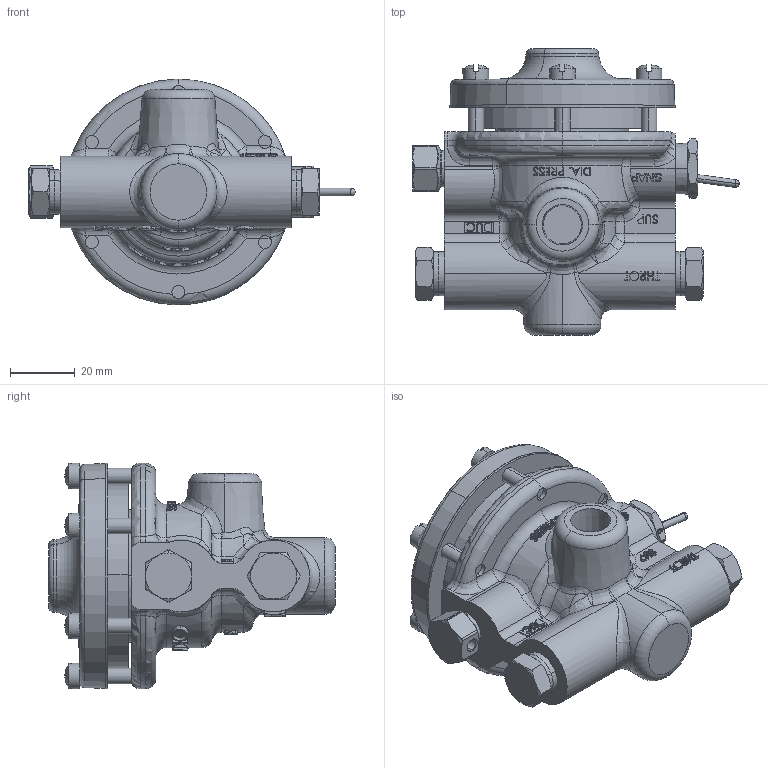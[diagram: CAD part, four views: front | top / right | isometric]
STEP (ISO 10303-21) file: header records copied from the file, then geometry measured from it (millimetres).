
FILE_DESCRIPTION (( 'STEP AP214' ), '1' );
FILE_NAME ('PVL0D0S-YAF.STEP', '2021-11-29T14:47:33', ( '' ), ( '' ), 'SwSTEP 2.0', 'SolidWorks 2019', '' );
FILE_SCHEMA (( 'AUTOMOTIVE_DESIGN' ));
Length unit declared in the file: inch
Products named in the file (1): PVL0D0S-YAF
Bounding box: 101.05 x 88.68 x 69.85 mm (x, y, z)
Volume: 162351.7 mm3; surface area: 37166.5 mm2
Topology: 1 solids, 1 shells, 1224 faces, 3230 edges, 2050 vertices
Faces by surface type: plane 520, bspline 313, cylinder 204, sphere 75, cone 74, torus 38
Entity records: 57110 total; most frequent: CARTESIAN_POINT 24785, ORIENTED_EDGE 6404, DIRECTION 4919, EDGE_CURVE 3202, VERTEX_POINT 2046, AXIS2_PLACEMENT_3D 1793, VECTOR 1333, LINE 1333
